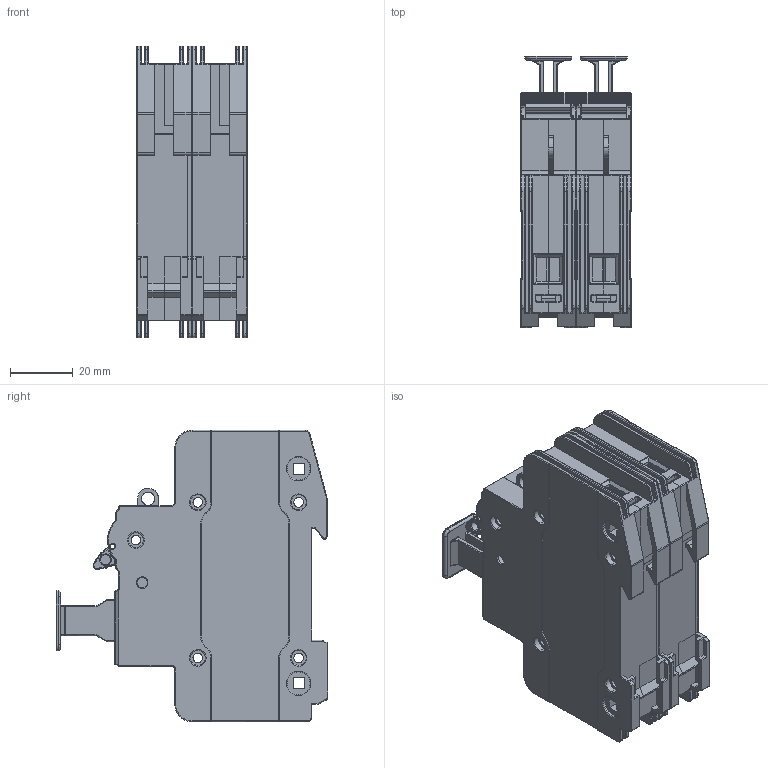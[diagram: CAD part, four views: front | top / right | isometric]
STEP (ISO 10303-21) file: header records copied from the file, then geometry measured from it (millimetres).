
FILE_DESCRIPTION (( 'STEP AP214' ), '1' );
FILE_NAME ('CEP-FS30CC2 200107.STEP', '2020-01-07T20:50:25', ( '' ), ( '' ), 'SwSTEP 2.0', 'SolidWorks 2015', '' );
FILE_SCHEMA (( 'AUTOMOTIVE_DESIGN' ));
Length unit declared in the file: inch
Products named in the file (1): CEP-FS30CC2 200107
Bounding box: 35.24 x 86.45 x 92.7 mm (x, y, z)
Volume: 62616 mm3; surface area: 106112.1 mm2
Topology: 6 solids, 8 shells, 4672 faces, 12732 edges, 8044 vertices
Faces by surface type: plane 2692, cylinder 1280, bspline 416, torus 172, cone 98, sphere 14
Entity records: 216599 total; most frequent: CARTESIAN_POINT 40631, ORIENTED_EDGE 25324, DIRECTION 22430, EDGE_CURVE 12662, LINE 8684, VECTOR 8684, VERTEX_POINT 8040, AXIS2_PLACEMENT_3D 6873
